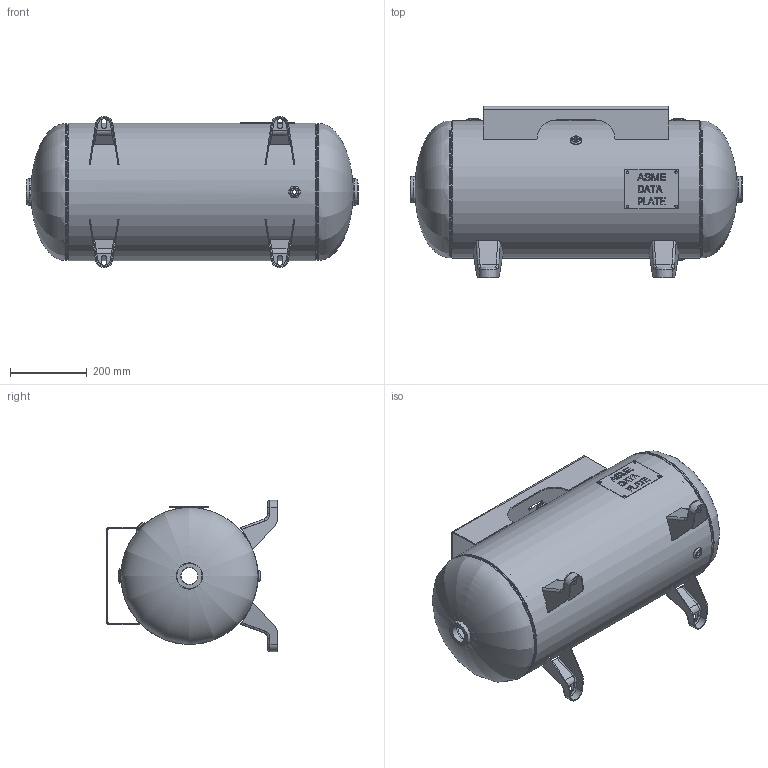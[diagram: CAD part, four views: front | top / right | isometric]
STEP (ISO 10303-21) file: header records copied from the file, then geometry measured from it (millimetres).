
FILE_DESCRIPTION(/* description */ ('14 X 33 200# HORZ ASME STOCK 20 GAL'),/* implementation_level */ '2;1');
FILE_NAME(/* name */ 'SPVG_A10026.stp',/* time_stamp */ '2018-11-06T09:38:27-06:00',/* author */ ('kim.thoune'),/* organization */ (''),/* preprocessor_version */ 'ST-DEVELOPER v16.5',/* originating_system */ 'Autodesk Inventor 2017',/* authorisation */ '');
FILE_SCHEMA (('AUTOMOTIVE_DESIGN { 1 0 10303 214 3 1 1 }'));
Length unit declared in the file: inch
Products named in the file (13): A10026; A10026-1; A10026-2; 911-027; A10026-3; 911-027_1; F101500; F100250; 60-140; 64-053; S101453S; F100500; S100044
Assembly tree (19 placements, depth 3):
  A10026
    A10026-1
    A10026-2
      911-027
    A10026-3
      911-027_1
    F101500  x2
    F100250  x2
    F100500  x3
    60-140
      64-053
    S101453S  x4
    S100044
Bounding box: 863.6 x 445.19 x 393.54 mm (x, y, z)
Volume: 3802849.6 mm3; surface area: 2621052.9 mm2
Topology: 16 solids, 16 shells, 504 faces, 1256 edges, 801 vertices
Faces by surface type: plane 261, cylinder 134, bspline 54, torus 44, cone 11
Full cylindrical faces by diameter (mm): 6.35 x4, 11.455 x2, 18.644 x3, 26.987 x5, 31.75 x3, 43.256 x2, 50.8 x1, 55.562 x2, 57.15 x2, 345.999 x2, 350.774 x2, 350.825 x3, 355.6 x2, 356.972 x1
Entity records: 12110 total; most frequent: CARTESIAN_POINT 3585, ORIENTED_EDGE 1650, DIRECTION 1584, EDGE_CURVE 825, LINE 574, VECTOR 574, VERTEX_POINT 562, AXIS2_PLACEMENT_3D 505
